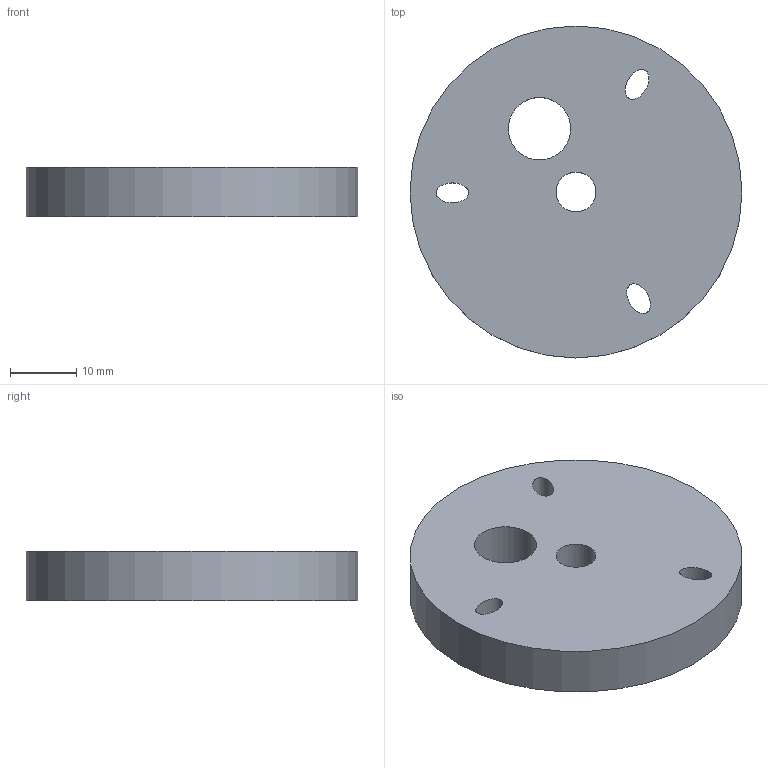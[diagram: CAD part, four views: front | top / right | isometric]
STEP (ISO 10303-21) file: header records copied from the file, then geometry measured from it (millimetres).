
FILE_DESCRIPTION(/* description */ ('Unknown'),/* implementation_level */ '2;1');
FILE_NAME(/* name */ 'bouncy_base_04',/* time_stamp */ '2023-07-21T11:26:58+01:00',/* author */ ('Unknown'),/* organization */ ('Unknown'),/* preprocessor_version */ 'ST-DEVELOPER v18.102',/* originating_system */ 'Solid Edge',/* authorisation */ 'Unknown');
FILE_SCHEMA (('AUTOMOTIVE_DESIGN {1 0 10303 214 3 1 1}'));
Length unit declared in the file: millimetre
Products named in the file (1): bouncy_base_04
Bounding box: 50 x 50 x 7.5 mm (x, y, z)
Volume: 13402.2 mm3; surface area: 5961.4 mm2
Topology: 1 solids, 1 shells, 20 faces, 39 edges, 27 vertices
Faces by surface type: cylinder 9, plane 8, bspline 3
Full cylindrical faces by diameter (mm): 6 x1, 7 x3, 9.4 x1, 9.8 x3, 50 x1
Entity records: 548 total; most frequent: CARTESIAN_POINT 132, DIRECTION 84, ORIENTED_EDGE 48, EDGE_LOOP 48, FACE_BOUND 48, AXIS2_PLACEMENT_3D 42, EDGE_CURVE 24, VERTEX_POINT 24
